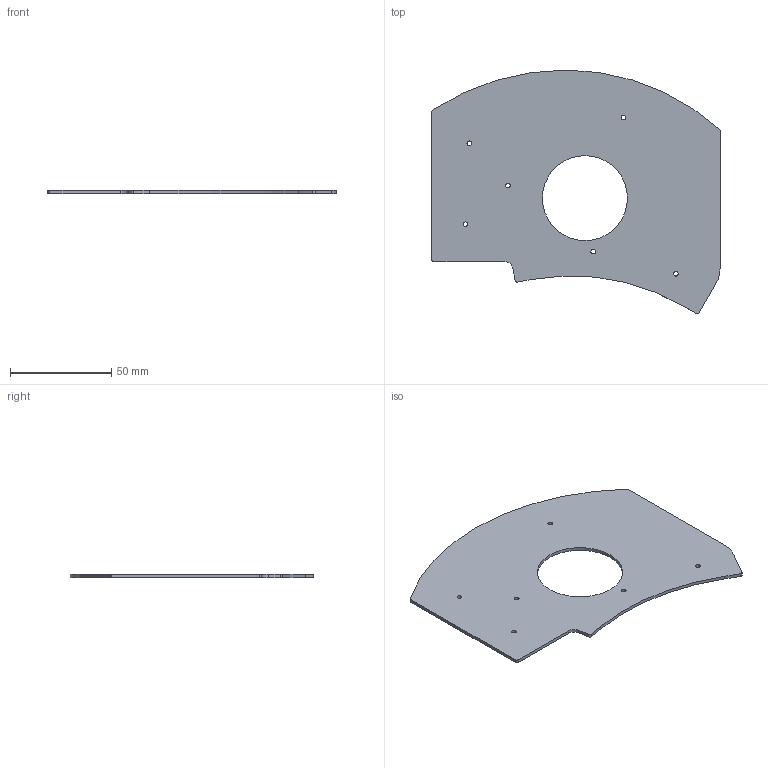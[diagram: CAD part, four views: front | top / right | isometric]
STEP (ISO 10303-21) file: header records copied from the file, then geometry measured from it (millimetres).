
FILE_DESCRIPTION(('KiCad electronic assembly'),'2;1');
FILE_NAME('plate-bottom-tenting-puck.step','2021-11-26T21:59:53',( 'Pcbnew'),('Kicad'),'Open CASCADE STEP processor 7.5', 'KiCad to STEP converter','Unknown');
FILE_SCHEMA(('AUTOMOTIVE_DESIGN { 1 0 10303 214 1 1 1 1 }'));
Length unit declared in the file: millimetre
Products named in the file (2): plate-bottom-tenting-puck 1; _autosave-plate-bottom-tenting-puck PCB
Assembly tree (1 placements, depth 2):
  plate-bottom-tenting-puck 1
    _autosave-plate-bottom-tenting-puck PCB
Bounding box: 142.59 x 120.54 x 1.6 mm (x, y, z)
Volume: 19534.8 mm3; surface area: 25442.1 mm2
Topology: 1 solids, 1 shells, 26 faces, 72 edges, 48 vertices
Faces by surface type: cylinder 17, plane 9
Full cylindrical faces by diameter (mm): 2.3 x6, 42.021 x1
Entity records: 1861 total; most frequent: DIRECTION 306, CARTESIAN_POINT 292, LINE 148, VECTOR 148, ORIENTED_EDGE 144, PCURVE 144, DEFINITIONAL_REPRESENTATION 144, EDGE_CURVE 72
